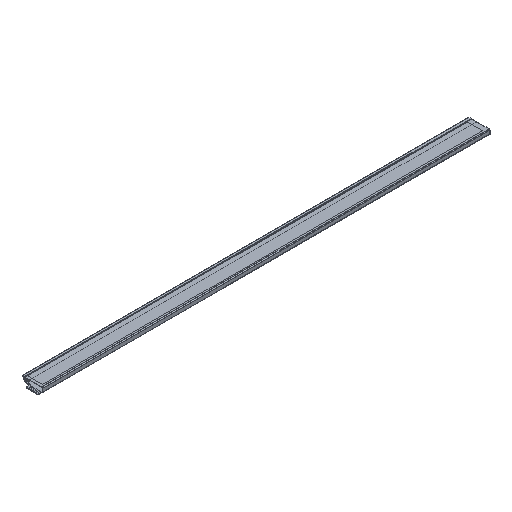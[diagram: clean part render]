
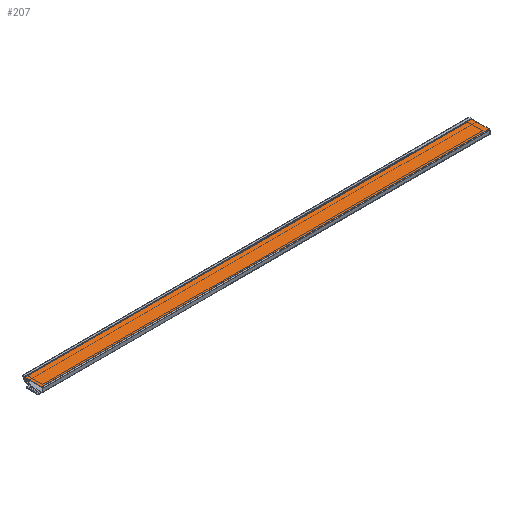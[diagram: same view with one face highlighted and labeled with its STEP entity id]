
A CAD part, isometric view. The second image highlights one B-rep face of the part: STEP entity #207.
In plain terms, the highlighted planar face has unit normal (0, 0, 1).
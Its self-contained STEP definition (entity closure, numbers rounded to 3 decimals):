
#125 = CARTESIAN_POINT ( 'NONE',  ( 327.5, 0., 0. ) ) ;
#207 = ADVANCED_FACE ( 'NONE', ( #1367 ), #2804, .F. ) ;
#229 = DIRECTION ( 'NONE',  ( 1., 0., 0. ) ) ;
#266 = ORIENTED_EDGE ( 'NONE', *, *, #1599, .T. ) ;
#548 = VECTOR ( 'NONE', #1729, 1000. ) ;
#638 = EDGE_CURVE ( 'NONE', #2003, #2551, #642, .T. ) ;
#642 = LINE ( 'NONE', #2295, #2554 ) ;
#678 = CARTESIAN_POINT ( 'NONE',  ( -2., 13.4, 0. ) ) ;
#694 = EDGE_CURVE ( 'NONE', #1705, #1469, #2911, .T. ) ;
#869 = EDGE_CURVE ( 'NONE', #2551, #1705, #1252, .T. ) ;
#878 = ORIENTED_EDGE ( 'NONE', *, *, #694, .T. ) ;
#1138 = DIRECTION ( 'NONE',  ( 0., -1., 0. ) ) ;
#1155 = ORIENTED_EDGE ( 'NONE', *, *, #869, .T. ) ;
#1204 = CARTESIAN_POINT ( 'NONE',  ( 327.5, 13.4, 0. ) ) ;
#1252 = LINE ( 'NONE', #125, #548 ) ;
#1354 = EDGE_LOOP ( 'NONE', ( #2642, #1155, #878, #266 ) ) ;
#1367 = FACE_OUTER_BOUND ( 'NONE', #1354, .T. ) ;
#1400 = CARTESIAN_POINT ( 'NONE',  ( -2., 0., 0. ) ) ;
#1432 = DIRECTION ( 'NONE',  ( -1., 0., 0. ) ) ;
#1465 = DIRECTION ( 'NONE',  ( 0., 0., -1. ) ) ;
#1469 = VERTEX_POINT ( 'NONE', #678 ) ;
#1474 = CARTESIAN_POINT ( 'NONE',  ( 0., 0., 0. ) ) ;
#1501 = VECTOR ( 'NONE', #1432, 1000. ) ;
#1599 = EDGE_CURVE ( 'NONE', #1469, #2003, #2133, .T. ) ;
#1705 = VERTEX_POINT ( 'NONE', #1204 ) ;
#1714 = DIRECTION ( 'NONE',  ( -1., 0., 0. ) ) ;
#1729 = DIRECTION ( 'NONE',  ( 0., 1., 0. ) ) ;
#2003 = VERTEX_POINT ( 'NONE', #2823 ) ;
#2133 = LINE ( 'NONE', #1400, #2230 ) ;
#2230 = VECTOR ( 'NONE', #1138, 1000. ) ;
#2295 = CARTESIAN_POINT ( 'NONE',  ( -2., 0.7, 0. ) ) ;
#2394 = AXIS2_PLACEMENT_3D ( 'NONE', #1474, #1465, #1714 ) ;
#2547 = CARTESIAN_POINT ( 'NONE',  ( -2., 13.4, 0. ) ) ;
#2551 = VERTEX_POINT ( 'NONE', #2894 ) ;
#2554 = VECTOR ( 'NONE', #229, 1000. ) ;
#2642 = ORIENTED_EDGE ( 'NONE', *, *, #638, .T. ) ;
#2804 = PLANE ( 'NONE',  #2394 ) ;
#2823 = CARTESIAN_POINT ( 'NONE',  ( -2., 0.7, 0. ) ) ;
#2894 = CARTESIAN_POINT ( 'NONE',  ( 327.5, 0.7, 0. ) ) ;
#2911 = LINE ( 'NONE', #2547, #1501 ) ;
